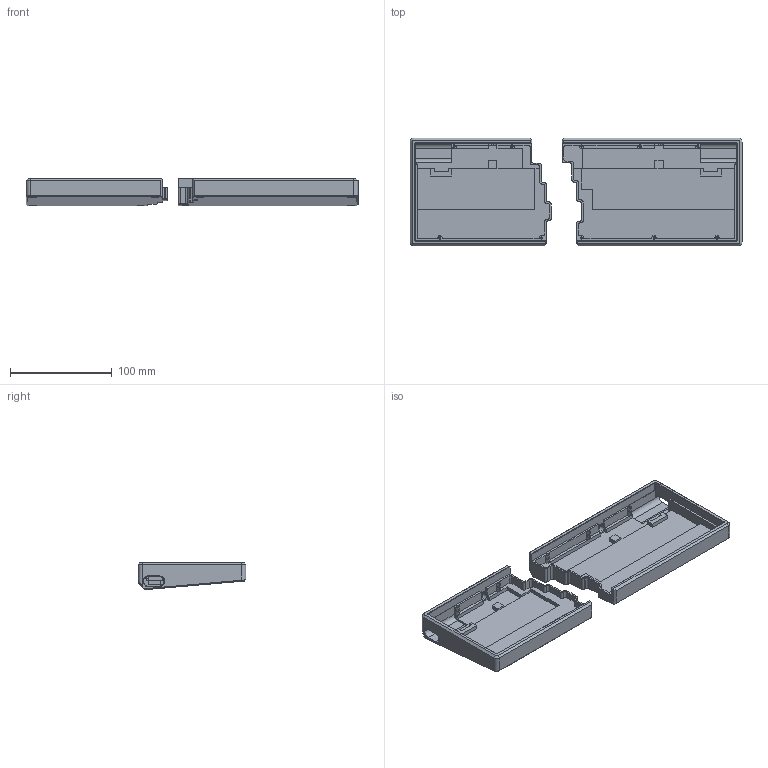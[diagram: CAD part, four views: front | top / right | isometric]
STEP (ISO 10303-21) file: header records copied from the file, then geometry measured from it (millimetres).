
FILE_DESCRIPTION(/* description */ (''),/* implementation_level */ '2;1');
FILE_NAME(/* name */ '',/* time_stamp */ '2023-08-04T11:33:18+09:00',/* author */ (''),/* organization */ (''),/* preprocessor_version */ 'ST-DEVELOPER v20',/* originating_system */ 'Autodesk Translation Framework v12.9.0.99',/* authorisation */ '');
FILE_SCHEMA (('AUTOMOTIVE_DESIGN { 1 0 10303 214 3 1 1 }'));
Length unit declared in the file: millimetre
Products named in the file (1): Guide68_トレイケース_ウェイト
Bounding box: 326.7 x 106.2 x 27.03 mm (x, y, z)
Volume: 204285 mm3; surface area: 101834.3 mm2
Topology: 2 solids, 2 shells, 542 faces, 1469 edges, 943 vertices
Faces by surface type: plane 382, cylinder 92, bspline 44, cone 24
Full cylindrical faces by diameter (mm): 2.2 x20, 6.5 x8
Entity records: 17612 total; most frequent: CARTESIAN_POINT 4083, ORIENTED_EDGE 2938, DIRECTION 2563, EDGE_CURVE 1469, LINE 1177, VECTOR 1177, VERTEX_POINT 943, AXIS2_PLACEMENT_3D 693
